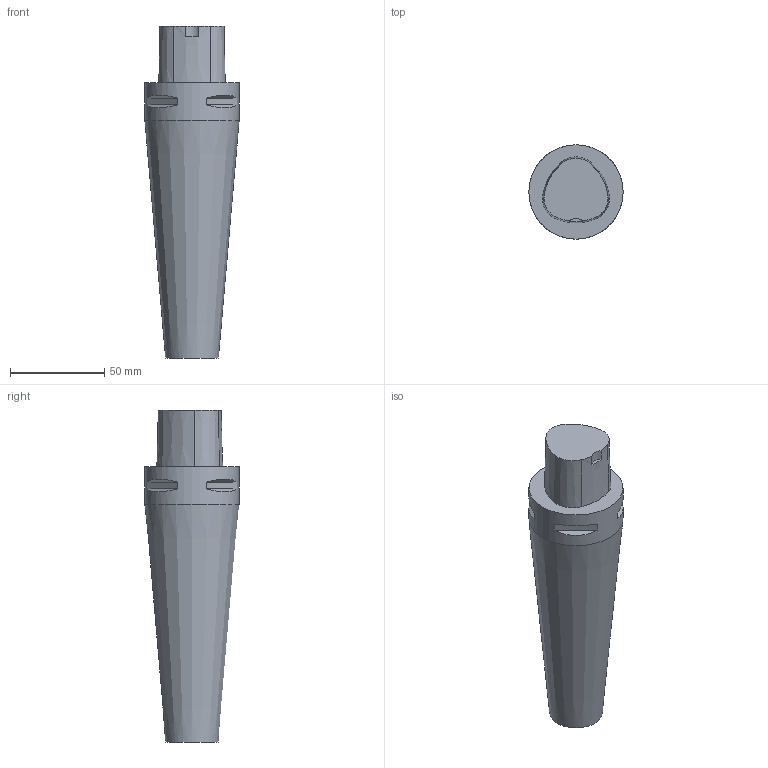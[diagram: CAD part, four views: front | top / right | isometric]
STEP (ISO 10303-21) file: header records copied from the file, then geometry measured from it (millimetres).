
FILE_DESCRIPTION(/* description */ ('3-D model version:1'),/* implementation_level */ '2;1');
FILE_NAME(/* name */ 'C5-391.19-20146',/* time_stamp */ '2016-12-02T13:58:28',/* author */ ('InteractiveCad'),/* organization */ ('AB Sandvik Coromant'),/* preprocessor_version */ 'ST-DEVELOPER v11',/* originating_system */ 'SIEMENS UGS NX 6.0',/* authorization */ '');
FILE_SCHEMA(('AUTOMOTIVE_DESIGN'));
Length unit declared in the file: millimetre
Products named in the file (1): C5_391.19_20146_634865807321313824_1_stp
Bounding box: 50 x 50 x 176 mm (x, y, z)
Volume: 204317 mm3; surface area: 27777.9 mm2
Topology: 1 solids, 1 shells, 27 faces, 57 edges, 38 vertices
Faces by surface type: plane 17, cone 7, cylinder 3
Full cylindrical faces by diameter (mm): 20 x1, 50 x1
Entity records: 816 total; most frequent: DIRECTION 142, CARTESIAN_POINT 127, ORIENTED_EDGE 106, AXIS2_PLACEMENT_3D 60, EDGE_CURVE 53, VERTEX_POINT 37, EDGE_LOOP 36, ADVANCED_FACE 27
